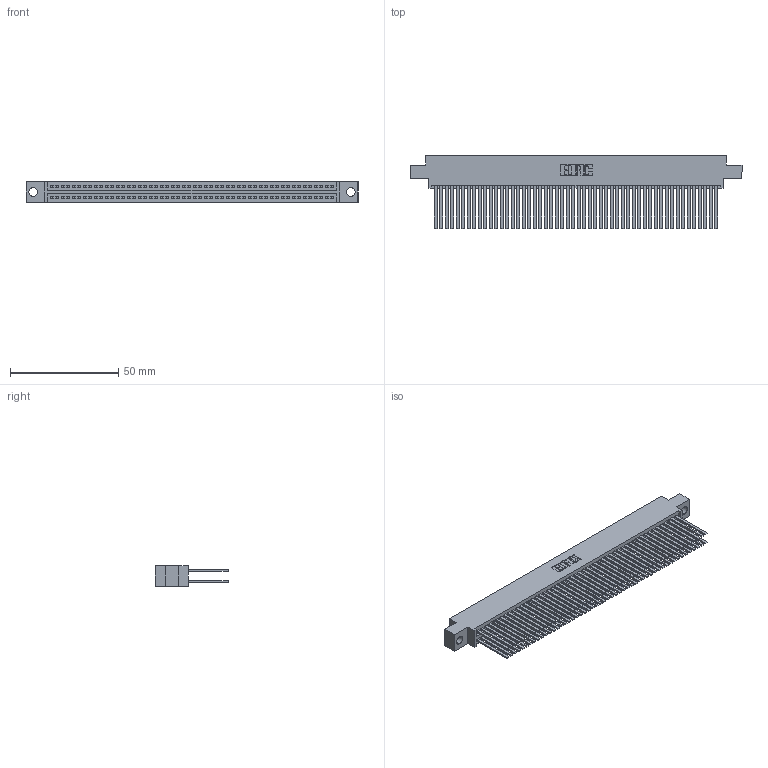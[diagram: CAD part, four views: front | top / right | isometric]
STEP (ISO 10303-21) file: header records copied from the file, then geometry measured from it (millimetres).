
FILE_DESCRIPTION (( 'STEP AP203' ), '1' );
FILE_NAME ('395-104-544-804.STEP', '2018-11-30T13:45:40', ( '' ), ( '' ), 'SwSTEP 2.0', 'SolidWorks 2016', '' );
FILE_SCHEMA (( 'CONFIG_CONTROL_DESIGN' ));
Length unit declared in the file: inch
Products named in the file (3): 345 Part_0.170 Offset - 0.156 Dia-TH; 395-104-544-804; 345-292-001_345-293-144
Assembly tree (105 placements, depth 2):
  395-104-544-804
    345 Part_0.170 Offset - 0.156 Dia-TH
    345-292-001_345-293-144  x104
Bounding box: 153.29 x 33.96 x 9.4 mm (x, y, z)
Volume: 16240.1 mm3; surface area: 28430.9 mm2
Topology: 105 solids, 105 shells, 4706 faces, 13977 edges, 9178 vertices
Faces by surface type: plane 3100, cylinder 1606
Entity records: 39405 total; most frequent: CARTESIAN_POINT 6596, ORIENTED_EDGE 6530, DIRECTION 5801, EDGE_CURVE 3265, VECTOR 2929, LINE 2929, VERTEX_POINT 2174, AXIS2_PLACEMENT_3D 1436
